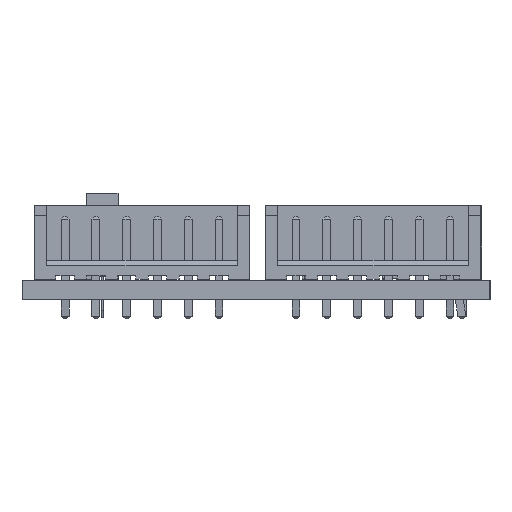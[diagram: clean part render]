
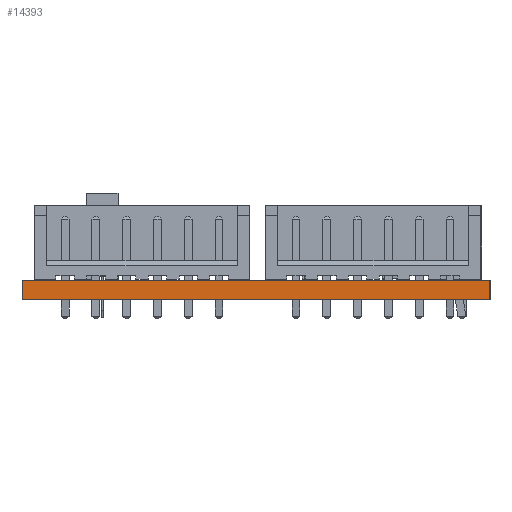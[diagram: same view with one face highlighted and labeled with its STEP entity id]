
A CAD part, left-side view. The second image highlights one B-rep face of the part: STEP entity #14393.
In plain terms, the highlighted planar face has unit normal (-1, 0, 0).
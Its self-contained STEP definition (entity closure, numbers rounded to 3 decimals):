
#14337 = VERTEX_POINT('',#14338);
#14338 = CARTESIAN_POINT('',(132.,-97.,1.6));
#14344 = EDGE_CURVE('',#14345,#14337,#14347,.T.);
#14345 = VERTEX_POINT('',#14346);
#14346 = CARTESIAN_POINT('',(132.,-97.,0.));
#14347 = LINE('',#14348,#14349);
#14348 = CARTESIAN_POINT('',(132.,-97.,0.));
#14349 = VECTOR('',#14350,1.);
#14350 = DIRECTION('',(0.,0.,1.));
#14393 = ADVANCED_FACE('',(#14394),#14419,.T.);
#14394 = FACE_BOUND('',#14395,.T.);
#14395 = EDGE_LOOP('',(#14396,#14397,#14405,#14413));
#14396 = ORIENTED_EDGE('',*,*,#14344,.T.);
#14397 = ORIENTED_EDGE('',*,*,#14398,.T.);
#14398 = EDGE_CURVE('',#14337,#14399,#14401,.T.);
#14399 = VERTEX_POINT('',#14400);
#14400 = CARTESIAN_POINT('',(132.,-59.,1.6));
#14401 = LINE('',#14402,#14403);
#14402 = CARTESIAN_POINT('',(132.,-97.,1.6));
#14403 = VECTOR('',#14404,1.);
#14404 = DIRECTION('',(0.,1.,0.));
#14405 = ORIENTED_EDGE('',*,*,#14406,.F.);
#14406 = EDGE_CURVE('',#14407,#14399,#14409,.T.);
#14407 = VERTEX_POINT('',#14408);
#14408 = CARTESIAN_POINT('',(132.,-59.,0.));
#14409 = LINE('',#14410,#14411);
#14410 = CARTESIAN_POINT('',(132.,-59.,0.));
#14411 = VECTOR('',#14412,1.);
#14412 = DIRECTION('',(0.,0.,1.));
#14413 = ORIENTED_EDGE('',*,*,#14414,.F.);
#14414 = EDGE_CURVE('',#14345,#14407,#14415,.T.);
#14415 = LINE('',#14416,#14417);
#14416 = CARTESIAN_POINT('',(132.,-97.,0.));
#14417 = VECTOR('',#14418,1.);
#14418 = DIRECTION('',(0.,1.,0.));
#14419 = PLANE('',#14420);
#14420 = AXIS2_PLACEMENT_3D('',#14421,#14422,#14423);
#14421 = CARTESIAN_POINT('',(132.,-97.,0.));
#14422 = DIRECTION('',(-1.,0.,0.));
#14423 = DIRECTION('',(0.,1.,0.));
